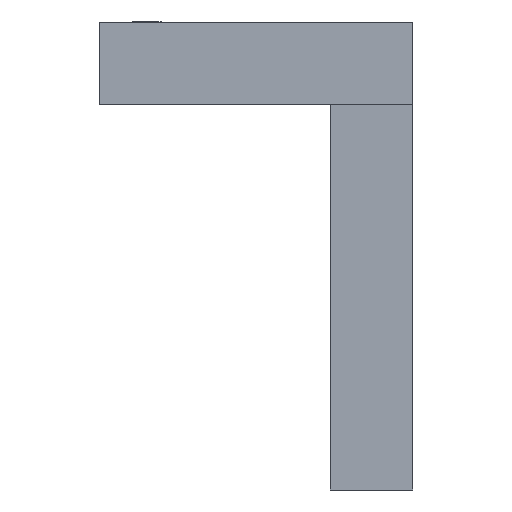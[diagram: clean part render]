
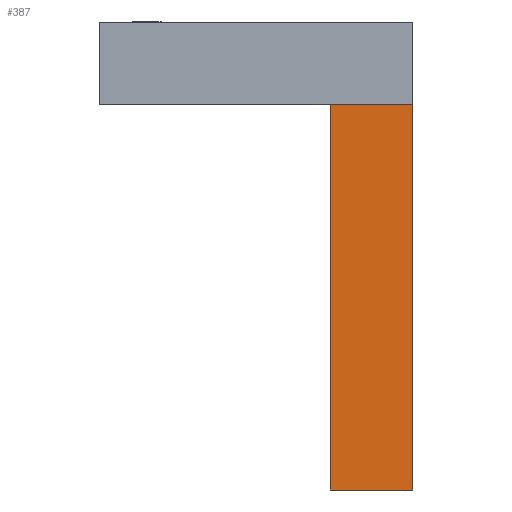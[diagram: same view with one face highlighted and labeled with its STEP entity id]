
A CAD part, front view. The second image highlights one B-rep face of the part: STEP entity #387.
In plain terms, the highlighted planar face has unit normal (0, -1, 0).
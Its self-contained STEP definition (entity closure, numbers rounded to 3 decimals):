
#45=FACE_OUTER_BOUND('',#65,.T.);
#65=EDGE_LOOP('',(#297,#298,#299,#300));
#89=LINE('',#558,#133);
#104=LINE('',#594,#148);
#111=LINE('',#609,#155);
#112=LINE('',#610,#156);
#133=VECTOR('',#451,10.);
#148=VECTOR('',#480,10.);
#155=VECTOR('',#499,10.);
#156=VECTOR('',#500,10.);
#177=VERTEX_POINT('',#555);
#178=VERTEX_POINT('',#557);
#191=VERTEX_POINT('',#591);
#192=VERTEX_POINT('',#593);
#211=EDGE_CURVE('',#177,#178,#89,.T.);
#228=EDGE_CURVE('',#192,#191,#104,.T.);
#237=EDGE_CURVE('',#192,#177,#111,.T.);
#238=EDGE_CURVE('',#178,#191,#112,.T.);
#297=ORIENTED_EDGE('',*,*,#237,.F.);
#298=ORIENTED_EDGE('',*,*,#228,.T.);
#299=ORIENTED_EDGE('',*,*,#238,.F.);
#300=ORIENTED_EDGE('',*,*,#211,.F.);
#369=PLANE('',#425);
#387=ADVANCED_FACE('',(#45),#369,.F.);
#425=AXIS2_PLACEMENT_3D('',#608,#497,#498);
#451=DIRECTION('',(1.,0.,0.));
#480=DIRECTION('',(1.,0.,0.));
#497=DIRECTION('center_axis',(0.,1.,0.));
#498=DIRECTION('ref_axis',(0.,0.,1.));
#499=DIRECTION('',(0.,0.,1.));
#500=DIRECTION('',(0.,0.,-1.));
#555=CARTESIAN_POINT('',(-71.5,-449.625,-3.));
#557=CARTESIAN_POINT('',(-68.5,-449.625,-3.));
#558=CARTESIAN_POINT('',(-71.5,-449.625,-3.));
#591=CARTESIAN_POINT('',(-68.5,-449.625,-17.));
#593=CARTESIAN_POINT('',(-71.5,-449.625,-17.));
#594=CARTESIAN_POINT('',(-72.475,-449.625,-17.));
#608=CARTESIAN_POINT('Origin',(-71.5,-449.625,-10.));
#609=CARTESIAN_POINT('',(-71.5,-449.625,-10.));
#610=CARTESIAN_POINT('',(-68.5,-449.625,-8.));
